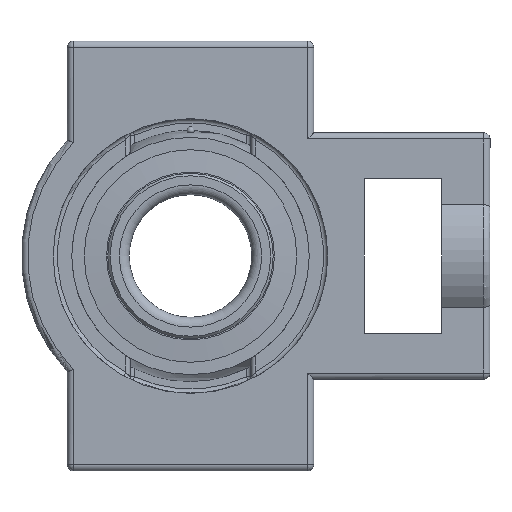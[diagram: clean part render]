
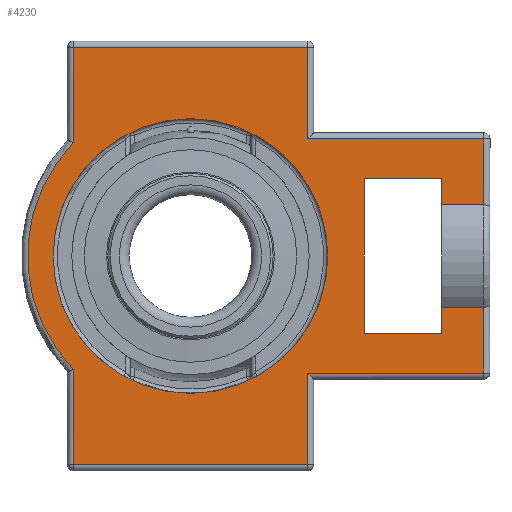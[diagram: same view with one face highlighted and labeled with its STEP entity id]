
A CAD part, left-side view. The second image highlights one B-rep face of the part: STEP entity #4230.
In plain terms, the highlighted face is planar.
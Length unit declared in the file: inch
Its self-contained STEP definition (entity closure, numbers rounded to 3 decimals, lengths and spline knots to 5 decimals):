
#958=VECTOR('',#4970,1.);
#992=VECTOR('',#5121,1.);
#993=VECTOR('',#5124,1.);
#996=VECTOR('',#5134,1.);
#997=VECTOR('',#5139,1.);
#999=VECTOR('',#5148,1.);
#1004=VECTOR('',#5159,1.);
#1008=VECTOR('',#5169,1.);
#1011=VECTOR('',#5178,1.);
#1016=VECTOR('',#5189,1.);
#1023=VECTOR('',#5203,1.);
#1024=VECTOR('',#5204,1.);
#1025=VECTOR('',#5205,1.);
#1026=VECTOR('',#5206,1.);
#1027=VECTOR('',#5207,1.);
#1028=VECTOR('',#5208,1.);
#1169=LINE('',#6374,#958);
#1203=LINE('',#6569,#992);
#1204=LINE('',#6586,#993);
#1207=LINE('',#6594,#996);
#1208=LINE('',#6598,#997);
#1210=LINE('',#6620,#999);
#1215=LINE('',#6630,#1004);
#1219=LINE('',#6639,#1008);
#1222=LINE('',#6647,#1011);
#1227=LINE('',#6674,#1016);
#1234=LINE('',#6707,#1023);
#1235=LINE('',#6709,#1024);
#1236=LINE('',#6711,#1025);
#1237=LINE('',#6713,#1026);
#1238=LINE('',#6715,#1027);
#1239=LINE('',#6718,#1028);
#1465=PLANE('',#4559);
#1565=VERTEX_POINT('',#6339);
#1568=VERTEX_POINT('',#6348);
#1570=VERTEX_POINT('',#6353);
#1574=VERTEX_POINT('',#6362);
#1576=VERTEX_POINT('',#6367);
#1579=VERTEX_POINT('',#6375);
#1580=VERTEX_POINT('',#6379);
#1583=VERTEX_POINT('',#6386);
#1625=VERTEX_POINT('',#6570);
#1627=VERTEX_POINT('',#6595);
#1628=VERTEX_POINT('',#6599);
#1636=VERTEX_POINT('',#6648);
#1641=VERTEX_POINT('',#6675);
#1648=VERTEX_POINT('',#6708);
#1649=VERTEX_POINT('',#6710);
#1650=VERTEX_POINT('',#6712);
#1651=VERTEX_POINT('',#6714);
#1652=VERTEX_POINT('',#6716);
#1653=VERTEX_POINT('',#6717);
#1899=CIRCLE('',#4452,1.11964);
#1950=CIRCLE('',#4556,1.32795);
#2121=EDGE_CURVE('',#1565,#1565,#1899,.T.);
#2135=EDGE_CURVE('',#1576,#1579,#1169,.T.);
#2206=EDGE_CURVE('',#1583,#1625,#1203,.T.);
#2208=EDGE_CURVE('',#1579,#1583,#1204,.T.);
#2213=EDGE_CURVE('',#1580,#1627,#1207,.T.);
#2215=EDGE_CURVE('',#1628,#1580,#1208,.T.);
#2220=EDGE_CURVE('',#1627,#1574,#1210,.T.);
#2226=EDGE_CURVE('',#1570,#1576,#1215,.T.);
#2231=EDGE_CURVE('',#1574,#1568,#1219,.T.);
#2235=EDGE_CURVE('',#1636,#1570,#1222,.T.);
#2242=EDGE_CURVE('',#1568,#1641,#1227,.T.);
#2244=EDGE_CURVE('',#1641,#1636,#1950,.T.);
#2253=EDGE_CURVE('',#1628,#1648,#1234,.T.);
#2254=EDGE_CURVE('',#1649,#1648,#1235,.T.);
#2255=EDGE_CURVE('',#1650,#1649,#1236,.T.);
#2256=EDGE_CURVE('',#1651,#1650,#1237,.T.);
#2257=EDGE_CURVE('',#1652,#1651,#1238,.T.);
#2258=EDGE_CURVE('',#1653,#1652,#1235,.T.);
#2259=EDGE_CURVE('',#1653,#1625,#1239,.T.);
#2906=ORIENTED_EDGE('',*,*,#2206,.F.);
#2907=ORIENTED_EDGE('',*,*,#2208,.F.);
#2908=ORIENTED_EDGE('',*,*,#2135,.F.);
#2909=ORIENTED_EDGE('',*,*,#2226,.F.);
#2910=ORIENTED_EDGE('',*,*,#2235,.F.);
#2911=ORIENTED_EDGE('',*,*,#2244,.F.);
#2912=ORIENTED_EDGE('',*,*,#2242,.F.);
#2913=ORIENTED_EDGE('',*,*,#2231,.F.);
#2914=ORIENTED_EDGE('',*,*,#2220,.F.);
#2915=ORIENTED_EDGE('',*,*,#2213,.F.);
#2916=ORIENTED_EDGE('',*,*,#2215,.F.);
#2917=ORIENTED_EDGE('',*,*,#2253,.T.);
#2918=ORIENTED_EDGE('',*,*,#2254,.F.);
#2919=ORIENTED_EDGE('',*,*,#2255,.F.);
#2920=ORIENTED_EDGE('',*,*,#2256,.F.);
#2921=ORIENTED_EDGE('',*,*,#2257,.F.);
#2922=ORIENTED_EDGE('',*,*,#2258,.F.);
#2923=ORIENTED_EDGE('',*,*,#2259,.T.);
#2924=ORIENTED_EDGE('',*,*,#2121,.T.);
#3669=EDGE_LOOP('',(#2906,#2907,#2908,#2909,#2910,#2911,#2912,#2913,#2914,
#2915,#2916,#2917,#2918,#2919,#2920,#2921,#2922,#2923));
#3670=EDGE_LOOP('',(#2924));
#3949=FACE_BOUND('',#3669,.T.);
#3950=FACE_BOUND('',#3670,.T.);
#4230=ADVANCED_FACE('',(#3949,#3950),#1465,.T.);
#4452=AXIS2_PLACEMENT_3D('',#6338,#4930,#4931);
#4556=AXIS2_PLACEMENT_3D('',#6691,#5191,#5192);
#4559=AXIS2_PLACEMENT_3D('',#6706,#5202,$);
#4930=DIRECTION('',(0.,0.,-1.));
#4931=DIRECTION('',(0.,1.12,0.));
#4970=DIRECTION('',(-1.,0.,0.));
#5121=DIRECTION('',(-1.,0.,0.));
#5124=DIRECTION('',(0.,-1.,0.));
#5134=DIRECTION('',(0.,1.,0.));
#5139=DIRECTION('',(-1.,0.,0.));
#5148=DIRECTION('',(-1.,0.,0.));
#5159=DIRECTION('',(0.,-1.,0.));
#5169=DIRECTION('',(0.,1.,0.));
#5178=DIRECTION('',(1.,0.,0.));
#5189=DIRECTION('',(1.,0.,0.));
#5191=DIRECTION('',(0.,0.,-1.));
#5192=DIRECTION('',(0.,1.328,0.));
#5202=DIRECTION('',(0.,0.,1.));
#5203=DIRECTION('',(0.,1.,0.));
#5204=DIRECTION('',(1.,0.,0.));
#5205=DIRECTION('',(0.,-1.,0.));
#5206=DIRECTION('',(-1.,0.,0.));
#5207=DIRECTION('',(0.,1.,0.));
#5208=DIRECTION('',(0.,-1.,0.));
#6338=CARTESIAN_POINT('',(0.,0.,0.47244));
#6339=CARTESIAN_POINT('',(0.,1.11964,0.47244));
#6348=CARTESIAN_POINT('',(-1.70197,0.95394,0.47244));
#6353=CARTESIAN_POINT('',(1.70197,0.95394,0.47244));
#6362=CARTESIAN_POINT('',(-1.70197,-0.95394,0.47244));
#6367=CARTESIAN_POINT('',(1.70197,-0.95394,0.47244));
#6374=CARTESIAN_POINT('',(0.3223,-0.95394,0.47244));
#6375=CARTESIAN_POINT('',(0.95394,-0.95394,0.47244));
#6379=CARTESIAN_POINT('',(-0.95394,-2.39094,0.47244));
#6386=CARTESIAN_POINT('',(0.95394,-2.39094,0.47244));
#6569=CARTESIAN_POINT('',(-0.61766,-2.39094,0.47244));
#6570=CARTESIAN_POINT('',(0.41665,-2.39094,0.47244));
#6586=CARTESIAN_POINT('',(0.95394,-1.18222,0.47244));
#6594=CARTESIAN_POINT('',(-0.95394,-1.18222,0.47244));
#6595=CARTESIAN_POINT('',(-0.95394,-0.95394,0.47244));
#6598=CARTESIAN_POINT('',(-0.61766,-2.39094,0.47244));
#6599=CARTESIAN_POINT('',(-0.41665,-2.39094,0.47244));
#6620=CARTESIAN_POINT('',(-1.05566,-0.95394,0.47244));
#6630=CARTESIAN_POINT('',(1.70197,-0.321,0.47244));
#6639=CARTESIAN_POINT('',(-1.70197,-0.321,0.47244));
#6647=CARTESIAN_POINT('',(0.30728,0.95394,0.47244));
#6648=CARTESIAN_POINT('',(0.92383,0.95394,0.47244));
#6674=CARTESIAN_POINT('',(-1.04064,0.95394,0.47244));
#6675=CARTESIAN_POINT('',(-0.92383,0.95394,0.47244));
#6691=CARTESIAN_POINT('',(0.,0.,0.47244));
#6706=CARTESIAN_POINT('',(-0.73336,-0.64199,0.47244));
#6707=CARTESIAN_POINT('',(-0.41665,-2.24409,0.47244));
#6708=CARTESIAN_POINT('',(-0.41665,-2.04724,0.47244));
#6709=CARTESIAN_POINT('',(-0.62992,-2.04724,0.47244));
#6710=CARTESIAN_POINT('',(-0.62992,-2.04724,0.47244));
#6711=CARTESIAN_POINT('',(-0.62992,-1.41732,0.47244));
#6712=CARTESIAN_POINT('',(-0.62992,-1.41732,0.47244));
#6713=CARTESIAN_POINT('',(0.,-1.41732,0.47244));
#6714=CARTESIAN_POINT('',(0.62992,-1.41732,0.47244));
#6715=CARTESIAN_POINT('',(0.62992,-1.41732,0.47244));
#6716=CARTESIAN_POINT('',(0.62992,-2.04724,0.47244));
#6717=CARTESIAN_POINT('',(0.41665,-2.04724,0.47244));
#6718=CARTESIAN_POINT('',(0.41665,-2.24409,0.47244));
